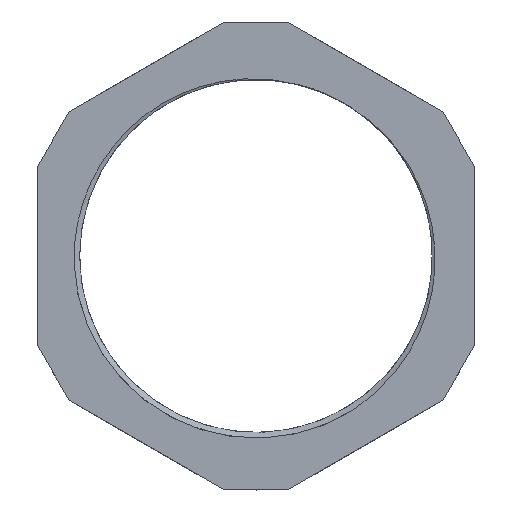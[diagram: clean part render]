
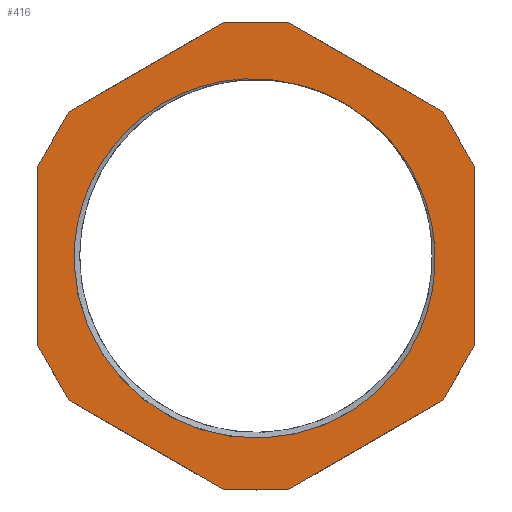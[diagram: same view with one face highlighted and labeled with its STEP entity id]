
A CAD part, top view. The second image highlights one B-rep face of the part: STEP entity #416.
In plain terms, the highlighted planar face has unit normal (0, 0, 1).
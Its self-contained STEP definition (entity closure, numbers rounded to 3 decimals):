
#16=FACE_BOUND('',#164,.T.);
#41=LINE('',#1277,#65);
#44=LINE('',#1291,#68);
#46=LINE('',#1299,#70);
#48=LINE('',#1311,#72);
#50=LINE('',#1319,#74);
#52=LINE('',#1331,#76);
#54=LINE('',#1339,#78);
#56=LINE('',#1352,#80);
#59=LINE('',#1365,#83);
#60=LINE('',#1372,#84);
#63=LINE('',#1385,#87);
#64=LINE('',#1390,#88);
#65=VECTOR('',#473,10.);
#68=VECTOR('',#478,10.);
#70=VECTOR('',#482,10.);
#72=VECTOR('',#486,10.);
#74=VECTOR('',#490,10.);
#76=VECTOR('',#494,10.);
#78=VECTOR('',#498,10.);
#80=VECTOR('',#502,10.);
#83=VECTOR('',#507,10.);
#84=VECTOR('',#510,10.);
#87=VECTOR('',#515,10.);
#88=VECTOR('',#518,10.);
#102=PLANE('',#456);
#104=CIRCLE('',#427,24.25);
#105=CIRCLE('',#429,25.011);
#138=FACE_OUTER_BOUND('',#163,.T.);
#163=EDGE_LOOP('',(#375,#376,#377,#378,#379,#380,#381,#382,#383,#384,#385,
#386));
#164=EDGE_LOOP('',(#387,#388,#389,#390));
#167=B_SPLINE_CURVE_WITH_KNOTS('',3,(#807,#808,#809,#810,#811,#812,#813,
#814,#815,#816,#817,#818,#819),.UNSPECIFIED.,.F.,.F.,(4,3,3,3,4),(-4.607,
-3.695,-2.473,-1.241,0.),.UNSPECIFIED.);
#172=B_SPLINE_CURVE_WITH_KNOTS('',3,(#1258,#1259,#1260,#1261,#1262,#1263,
#1264,#1265,#1266,#1267,#1268,#1269,#1270),.UNSPECIFIED.,.F.,.F.,(4,3,3,
3,4),(-4.604,-3.67,-2.437,-1.213,
0.),.UNSPECIFIED.);
#175=VERTEX_POINT('',#759);
#176=VERTEX_POINT('',#806);
#178=VERTEX_POINT('',#869);
#180=VERTEX_POINT('',#1127);
#181=VERTEX_POINT('',#1275);
#182=VERTEX_POINT('',#1276);
#186=VERTEX_POINT('',#1290);
#188=VERTEX_POINT('',#1298);
#191=VERTEX_POINT('',#1310);
#193=VERTEX_POINT('',#1318);
#196=VERTEX_POINT('',#1330);
#198=VERTEX_POINT('',#1338);
#201=VERTEX_POINT('',#1350);
#202=VERTEX_POINT('',#1351);
#206=VERTEX_POINT('',#1370);
#207=VERTEX_POINT('',#1371);
#213=EDGE_CURVE('',#175,#176,#167,.T.);
#217=EDGE_CURVE('',#178,#175,#104,.T.);
#220=EDGE_CURVE('',#180,#178,#172,.T.);
#221=EDGE_CURVE('',#180,#176,#105,.T.);
#223=EDGE_CURVE('',#181,#182,#41,.T.);
#228=EDGE_CURVE('',#182,#186,#44,.T.);
#231=EDGE_CURVE('',#186,#188,#46,.T.);
#235=EDGE_CURVE('',#188,#191,#48,.T.);
#238=EDGE_CURVE('',#191,#193,#50,.T.);
#242=EDGE_CURVE('',#193,#196,#52,.T.);
#245=EDGE_CURVE('',#196,#198,#54,.T.);
#249=EDGE_CURVE('',#201,#202,#56,.T.);
#254=EDGE_CURVE('',#202,#181,#59,.T.);
#256=EDGE_CURVE('',#206,#207,#60,.T.);
#261=EDGE_CURVE('',#198,#206,#63,.T.);
#263=EDGE_CURVE('',#207,#201,#64,.T.);
#375=ORIENTED_EDGE('',*,*,#261,.T.);
#376=ORIENTED_EDGE('',*,*,#256,.T.);
#377=ORIENTED_EDGE('',*,*,#263,.T.);
#378=ORIENTED_EDGE('',*,*,#249,.T.);
#379=ORIENTED_EDGE('',*,*,#254,.T.);
#380=ORIENTED_EDGE('',*,*,#223,.T.);
#381=ORIENTED_EDGE('',*,*,#228,.T.);
#382=ORIENTED_EDGE('',*,*,#231,.T.);
#383=ORIENTED_EDGE('',*,*,#235,.T.);
#384=ORIENTED_EDGE('',*,*,#238,.T.);
#385=ORIENTED_EDGE('',*,*,#242,.T.);
#386=ORIENTED_EDGE('',*,*,#245,.T.);
#387=ORIENTED_EDGE('',*,*,#221,.T.);
#388=ORIENTED_EDGE('',*,*,#213,.F.);
#389=ORIENTED_EDGE('',*,*,#217,.F.);
#390=ORIENTED_EDGE('',*,*,#220,.F.);
#416=ADVANCED_FACE('',(#138,#16),#102,.T.);
#427=AXIS2_PLACEMENT_3D('',#916,#463,#464);
#429=AXIS2_PLACEMENT_3D('',#1272,#467,#468);
#456=AXIS2_PLACEMENT_3D('',#1407,#545,#546);
#463=DIRECTION('center_axis',(0.,0.,1.));
#464=DIRECTION('ref_axis',(-1.,0.,0.));
#467=DIRECTION('center_axis',(0.,0.,-1.));
#468=DIRECTION('ref_axis',(-1.,0.,0.));
#473=DIRECTION('',(0.866,0.5,0.));
#478=DIRECTION('',(0.5,0.866,0.));
#482=DIRECTION('',(0.,1.,0.));
#486=DIRECTION('',(-0.5,0.866,0.));
#490=DIRECTION('',(-0.866,0.5,0.));
#494=DIRECTION('',(-1.,0.,0.));
#498=DIRECTION('',(-0.866,-0.5,0.));
#502=DIRECTION('',(0.866,-0.5,0.));
#507=DIRECTION('',(1.,0.,0.));
#510=DIRECTION('',(0.,-1.,0.));
#515=DIRECTION('',(-0.5,-0.866,0.));
#518=DIRECTION('',(0.5,-0.866,0.));
#545=DIRECTION('center_axis',(0.,0.,1.));
#546=DIRECTION('ref_axis',(1.,0.,0.));
#759=CARTESIAN_POINT('',(6.031,23.488,5.01));
#806=CARTESIAN_POINT('',(-24.989,-1.047,5.01));
#807=CARTESIAN_POINT('Ctrl Pts',(6.031,23.488,5.01));
#808=CARTESIAN_POINT('Ctrl Pts',(3.1,24.29,5.01));
#809=CARTESIAN_POINT('Ctrl Pts',(0.036,24.542,5.01));
#810=CARTESIAN_POINT('Ctrl Pts',(-2.982,24.222,5.01));
#811=CARTESIAN_POINT('Ctrl Pts',(-7.023,23.793,5.01));
#812=CARTESIAN_POINT('Ctrl Pts',(-10.946,22.334,5.01));
#813=CARTESIAN_POINT('Ctrl Pts',(-14.282,20.039,5.01));
#814=CARTESIAN_POINT('Ctrl Pts',(-17.647,17.723,5.01));
#815=CARTESIAN_POINT('Ctrl Pts',(-20.432,14.543,5.01));
#816=CARTESIAN_POINT('Ctrl Pts',(-22.288,10.9,5.01));
#817=CARTESIAN_POINT('Ctrl Pts',(-24.158,7.229,5.01));
#818=CARTESIAN_POINT('Ctrl Pts',(-25.095,3.089,5.01));
#819=CARTESIAN_POINT('Ctrl Pts',(-24.989,-1.047,5.01));
#869=CARTESIAN_POINT('',(15.845,18.357,5.01));
#916=CARTESIAN_POINT('Origin',(0.,0.,5.01));
#1127=CARTESIAN_POINT('',(13.402,-21.117,5.01));
#1258=CARTESIAN_POINT('Ctrl Pts',(13.401,-21.118,5.01));
#1259=CARTESIAN_POINT('Ctrl Pts',(16.002,-19.403,5.01));
#1260=CARTESIAN_POINT('Ctrl Pts',(18.271,-17.217,5.01));
#1261=CARTESIAN_POINT('Ctrl Pts',(20.066,-14.677,5.01));
#1262=CARTESIAN_POINT('Ctrl Pts',(22.435,-11.323,5.01));
#1263=CARTESIAN_POINT('Ctrl Pts',(23.952,-7.375,5.01));
#1264=CARTESIAN_POINT('Ctrl Pts',(24.434,-3.313,5.01));
#1265=CARTESIAN_POINT('Ctrl Pts',(24.913,0.719,5.01));
#1266=CARTESIAN_POINT('Ctrl Pts',(24.373,4.885,5.01));
#1267=CARTESIAN_POINT('Ctrl Pts',(22.87,8.66,5.01));
#1268=CARTESIAN_POINT('Ctrl Pts',(21.381,12.403,5.01));
#1269=CARTESIAN_POINT('Ctrl Pts',(18.951,15.767,5.01));
#1270=CARTESIAN_POINT('Ctrl Pts',(15.845,18.357,5.01));
#1272=CARTESIAN_POINT('Origin',(0.,0.,5.01));
#1275=CARTESIAN_POINT('',(4.345,-32.133,5.01));
#1276=CARTESIAN_POINT('',(25.655,-19.829,5.01));
#1277=CARTESIAN_POINT('',(27.303,-18.878,5.01));
#1290=CARTESIAN_POINT('',(30.,-12.304,5.01));
#1291=CARTESIAN_POINT('',(28.914,-14.185,5.01));
#1298=CARTESIAN_POINT('',(30.,12.304,5.01));
#1299=CARTESIAN_POINT('',(30.,-1.902,5.01));
#1310=CARTESIAN_POINT('',(25.655,19.829,5.01));
#1311=CARTESIAN_POINT('',(33.717,5.867,5.01));
#1318=CARTESIAN_POINT('',(4.345,32.133,5.01));
#1319=CARTESIAN_POINT('',(23.622,21.003,5.01));
#1330=CARTESIAN_POINT('',(-4.345,32.133,5.01));
#1331=CARTESIAN_POINT('',(11.778,32.133,5.01));
#1338=CARTESIAN_POINT('',(-25.655,19.829,5.01));
#1339=CARTESIAN_POINT('',(-13.353,26.932,5.01));
#1350=CARTESIAN_POINT('',(-25.655,-19.829,5.01));
#1351=CARTESIAN_POINT('',(-4.345,-32.133,5.01));
#1352=CARTESIAN_POINT('',(4.278,-37.111,5.01));
#1365=CARTESIAN_POINT('',(16.122,-32.133,5.01));
#1370=CARTESIAN_POINT('',(-30.,12.304,5.01));
#1371=CARTESIAN_POINT('',(-30.,-12.304,5.01));
#1372=CARTESIAN_POINT('',(-30.,-14.206,5.01));
#1385=CARTESIAN_POINT('',(-28.914,14.185,5.01));
#1390=CARTESIAN_POINT('',(-19.766,-30.029,5.01));
#1407=CARTESIAN_POINT('Origin',(27.9,-16.108,5.01));
